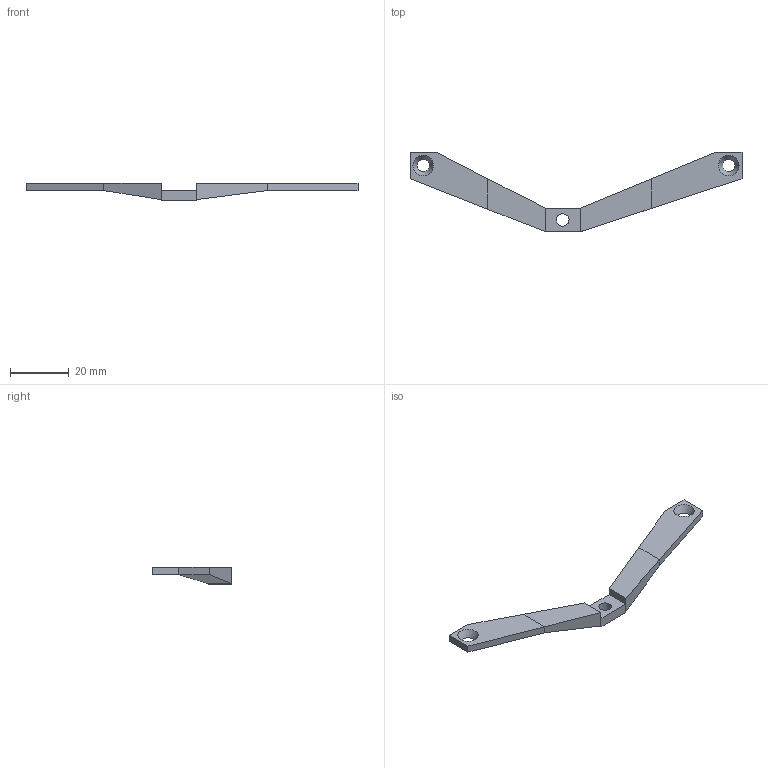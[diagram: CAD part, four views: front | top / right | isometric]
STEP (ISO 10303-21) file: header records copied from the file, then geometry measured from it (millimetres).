
FILE_DESCRIPTION(/* description */ ('STEP AP242','CAx-IF Rec.Pracs.---Representation and Presentation of Product Manufacturing Information (PMI)---4.0---2014-10-13','CAx-IF Rec.Pracs.---3D Tessellated Geometry---0.4---2014-09-14','2;1'),/* implementation_level */ '2;1');
FILE_NAME(/* name */ '666f96ce1ae8687aa2f8849a',/* time_stamp */ '2024-06-17T01:52:14Z',/* author */ (''),/* organization */ (''),/* preprocessor_version */ 'ST-DEVELOPER v20',/* originating_system */ ' ',/* authorisation */ ' ');
FILE_SCHEMA (('AP242_MANAGED_MODEL_BASED_3D_ENGINEERING_MIM_LF { 1 0 10303 442 1 1 4 }'));
Length unit declared in the file: metre
Products named in the file (5): middle; middle right; middle left; right; left
Bounding box: 113 x 27 x 6 mm (x, y, z)
Volume: 3323.5 mm3; surface area: 3333.3 mm2
Topology: 5 solids, 5 shells, 35 faces, 75 edges, 50 vertices
Faces by surface type: plane 32, cone 2, cylinder 1
Full cylindrical faces by diameter (mm): 4.25 x1
Entity records: 1057 total; most frequent: CARTESIAN_POINT 162, DIRECTION 158, ORIENTED_EDGE 144, EDGE_CURVE 72, LINE 66, VECTOR 66, VERTEX_POINT 50, AXIS2_PLACEMENT_3D 46
